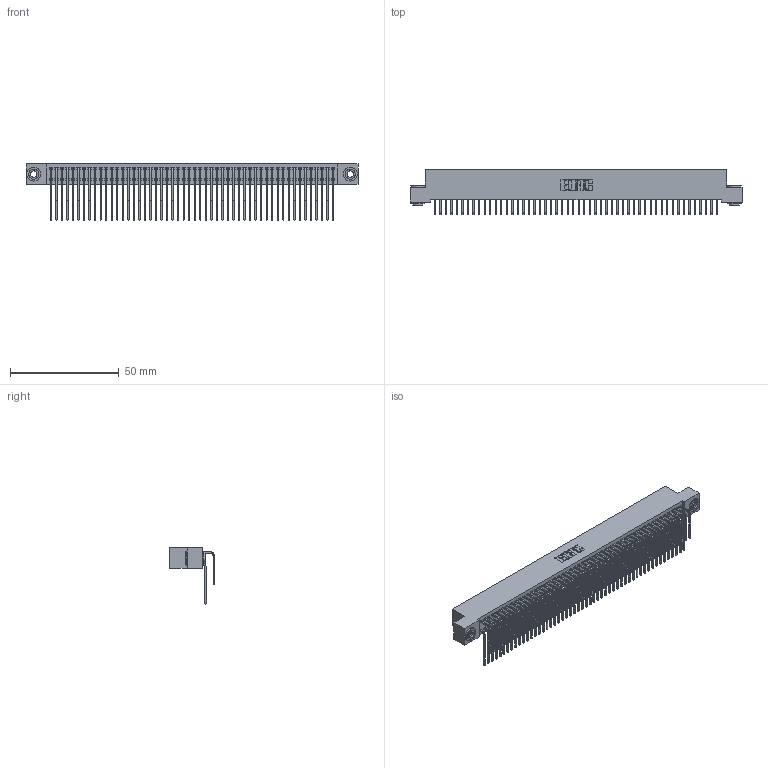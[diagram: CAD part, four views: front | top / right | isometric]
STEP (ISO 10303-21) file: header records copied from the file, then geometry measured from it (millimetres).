
FILE_DESCRIPTION (( 'STEP AP203' ), '1' );
FILE_NAME ('392-104-559-203.STEP', '2019-10-09T22:15:05', ( '' ), ( '' ), 'SwSTEP 2.0', 'SolidWorks 2016', '' );
FILE_SCHEMA (( 'CONFIG_CONTROL_DESIGN' ));
Length unit declared in the file: inch
Products named in the file (5): 342 Part_.156 TH; 345-292-001_558 559 Tail - 1; 345-292-001_559 Tail - 2; 342-250-002_345-250-002-102; 392-104-559-203
Assembly tree (107 placements, depth 2):
  392-104-559-203
    342 Part_.156 TH
    345-292-001_558 559 Tail - 1  x52
    345-292-001_559 Tail - 2  x52
    342-250-002_345-250-002-102  x2
Bounding box: 152.4 x 20.64 x 25.78 mm (x, y, z)
Volume: 14363.2 mm3; surface area: 26554.2 mm2
Topology: 107 solids, 107 shells, 5764 faces, 17119 edges, 11270 vertices
Faces by surface type: plane 4028, cylinder 1728, cone 8
Entity records: 34462 total; most frequent: CARTESIAN_POINT 5724, ORIENTED_EDGE 5602, DIRECTION 4887, EDGE_CURVE 2801, VECTOR 2609, LINE 2609, VERTEX_POINT 1862, AXIS2_PLACEMENT_3D 1139
